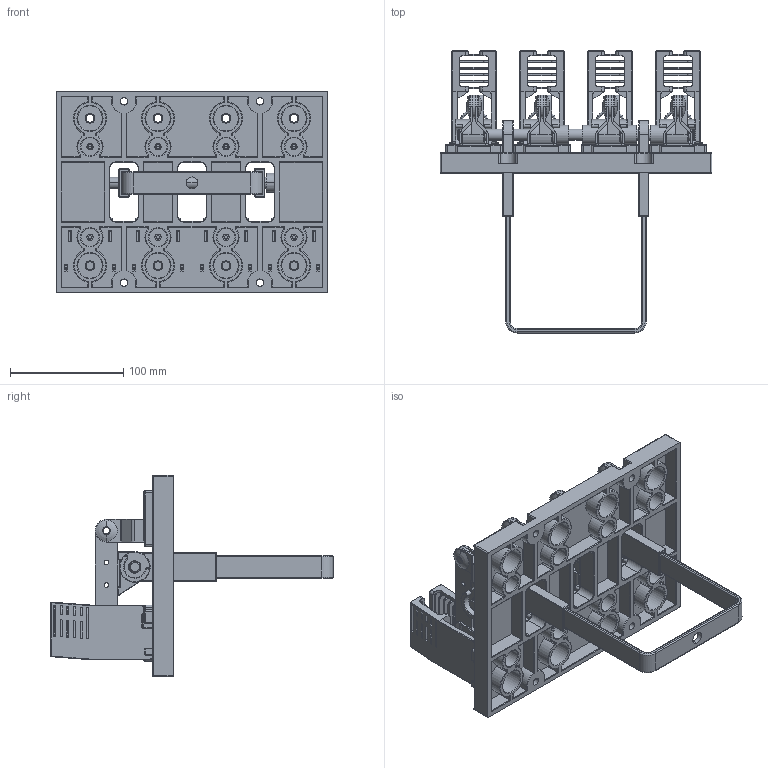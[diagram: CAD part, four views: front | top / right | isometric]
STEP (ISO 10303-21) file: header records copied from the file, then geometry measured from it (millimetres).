
FILE_DESCRIPTION((''),'2;1');
FILE_NAME('ASM0001_ASM','2024-05-23T',('Administrator'),(''),'PRO/ENGINEER BY PARAMETRIC TECHNOLOGY CORPORATION, 2009440','PRO/ENGINEER BY PARAMETRIC TECHNOLOGY CORPORATION, 2009440','');
FILE_SCHEMA(('CONFIG_CONTROL_DESIGN'));
Length unit declared in the file: millimetre
Products named in the file (15): DIBAN; HOUCHUTOU; QIANCHUTOU; CHUTOU; KAHUANG; JUEYUANJIAN; ZHOU10; JUANYUANTAO; LAGAN; PANXINGTANHANG; GEHUBAN; MIEHUPIAN; MIEHUSHI_ASM; ZHUTAO; ASM0001_ASM
Assembly tree (50 placements, depth 3):
  ASM0001_ASM
    DIBAN
    HOUCHUTOU  x4
    QIANCHUTOU  x4
    CHUTOU  x4
    KAHUANG  x4
    JUEYUANJIAN  x4
    ZHOU10
    JUANYUANTAO  x2
    LAGAN
    PANXINGTANHANG  x8
    MIEHUSHI_ASM  x6
      GEHUBAN
      MIEHUPIAN
    ZHUTAO  x4
Bounding box: 240 x 249 x 178 mm (x, y, z)
Volume: 901894.1 mm3; surface area: 587184.4 mm2
Topology: 85 solids, 85 shells, 5302 faces, 14230 edges, 9026 vertices
Faces by surface type: plane 2810, cylinder 1708, torus 439, sphere 168, bspline 137, cone 36, extrusion 4
Entity records: 64895 total; most frequent: CARTESIAN_POINT 13410, DIRECTION 11049, ORIENTED_EDGE 10496, EDGE_CURVE 5248, AXIS2_PLACEMENT_3D 3955, VERTEX_POINT 3244, VECTOR 3139, LINE 3135
